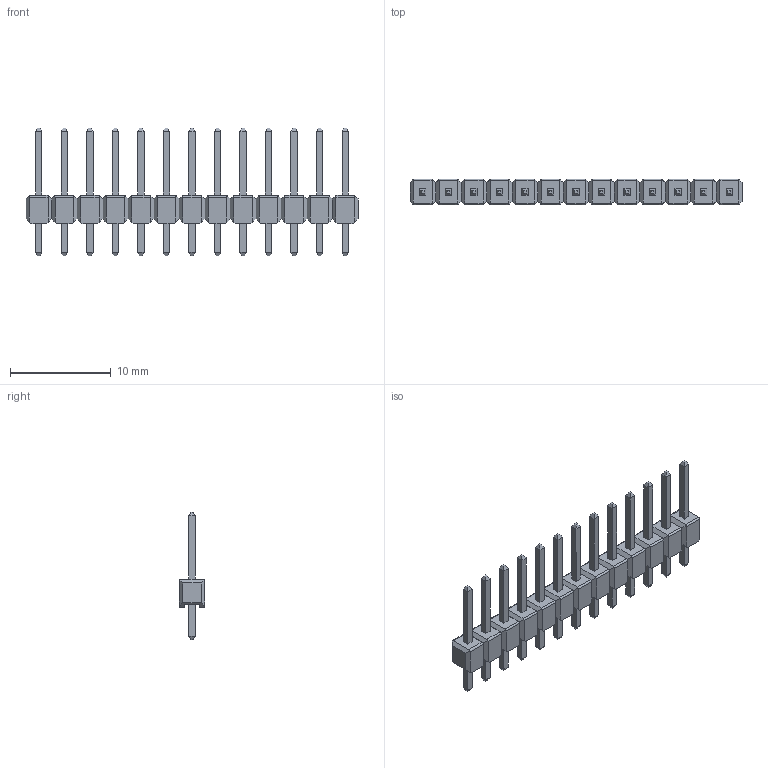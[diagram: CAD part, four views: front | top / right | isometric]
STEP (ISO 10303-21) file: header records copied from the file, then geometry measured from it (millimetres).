
FILE_DESCRIPTION(/* description */ (''),/* implementation_level */ '2;1');
FILE_NAME(/* name */ 'PIECBC~1',/* time_stamp */ '2014-06-14T10:03:05+02:00',/* author */ (''),/* organization */ (''),/* preprocessor_version */ 'ST-DEVELOPER v14',/* originating_system */ '',/* authorisation */ '');
FILE_SCHEMA (('AUTOMOTIVE_DESIGN'));
Length unit declared in the file: millimetre
Products named in the file (1): Document
Bounding box: 33.02 x 2.54 x 12.7 mm (x, y, z)
Volume: 63.8 mm3; surface area: 872.1 mm2
Topology: 13 solids, 26 shells, 470 faces, 1229 edges, 789 vertices
Faces by surface type: plane 418, bspline 52
Entity records: 27849 total; most frequent: CARTESIAN_POINT 10959, B_SPLINE_CURVE_WITH_KNOTS 3525, ORIENTED_EDGE 2348, PCURVE 2348, DEFINITIONAL_REPRESENTATION 2348, SURFACE_CURVE 1222, EDGE_CURVE 1222, VERTEX_POINT 780
